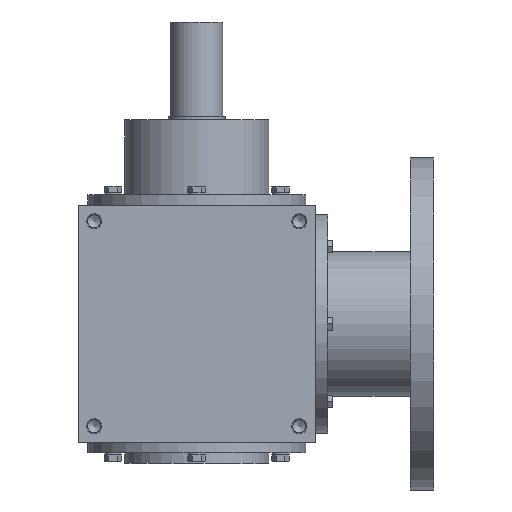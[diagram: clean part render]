
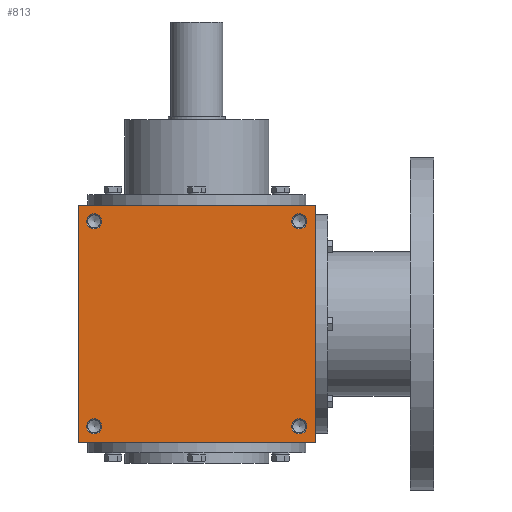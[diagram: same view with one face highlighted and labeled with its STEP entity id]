
A CAD part, front view. The second image highlights one B-rep face of the part: STEP entity #813.
In plain terms, the highlighted planar face has unit normal (0, -1, 0).
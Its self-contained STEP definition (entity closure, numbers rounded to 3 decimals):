
#813 = ADVANCED_FACE( '', ( #1630, #1631, #1632, #1633, #1634 ), #1635, .F. );
#1630 = FACE_BOUND( '', #2395, .T. );
#1631 = FACE_BOUND( '', #2396, .T. );
#1632 = FACE_BOUND( '', #2397, .T. );
#1633 = FACE_BOUND( '', #2398, .T. );
#1634 = FACE_OUTER_BOUND( '', #2399, .T. );
#1635 = PLANE( '', #2400 );
#2395 = EDGE_LOOP( '', ( #3793 ) );
#2396 = EDGE_LOOP( '', ( #3794 ) );
#2397 = EDGE_LOOP( '', ( #3795 ) );
#2398 = EDGE_LOOP( '', ( #3796 ) );
#2399 = EDGE_LOOP( '', ( #3797, #3798, #3799, #3800 ) );
#2400 = AXIS2_PLACEMENT_3D( '', #3801, #3802, #3803 );
#3793 = ORIENTED_EDGE( '', *, *, #4324, .T. );
#3794 = ORIENTED_EDGE( '', *, *, #4048, .T. );
#3795 = ORIENTED_EDGE( '', *, *, #4022, .F. );
#3796 = ORIENTED_EDGE( '', *, *, #4421, .F. );
#3797 = ORIENTED_EDGE( '', *, *, #4331, .T. );
#3798 = ORIENTED_EDGE( '', *, *, #4093, .F. );
#3799 = ORIENTED_EDGE( '', *, *, #4263, .F. );
#3800 = ORIENTED_EDGE( '', *, *, #4461, .T. );
#3801 = CARTESIAN_POINT( '', ( -125., -125., 125. ) );
#3802 = DIRECTION( '', ( 0., 1., 0. ) );
#3803 = DIRECTION( '', ( 0., 0., 1. ) );
#4022 = EDGE_CURVE( '', #4634, #4634, #4635, .T. );
#4048 = EDGE_CURVE( '', #4675, #4675, #4676, .T. );
#4093 = EDGE_CURVE( '', #4746, #4744, #4748, .T. );
#4263 = EDGE_CURVE( '', #5000, #4746, #5002, .T. );
#4324 = EDGE_CURVE( '', #5081, #5081, #5082, .T. );
#4331 = EDGE_CURVE( '', #5089, #4744, #5091, .T. );
#4421 = EDGE_CURVE( '', #5197, #5197, #5198, .T. );
#4461 = EDGE_CURVE( '', #5000, #5089, #5238, .T. );
#4634 = VERTEX_POINT( '', #5447 );
#4635 = CIRCLE( '', #5448, 8. );
#4675 = VERTEX_POINT( '', #5510 );
#4676 = CIRCLE( '', #5511, 8. );
#4744 = VERTEX_POINT( '', #5580 );
#4746 = VERTEX_POINT( '', #5583 );
#4748 = LINE( '', #5586, #5587 );
#5000 = VERTEX_POINT( '', #5937 );
#5002 = LINE( '', #5940, #5941 );
#5081 = VERTEX_POINT( '', #6081 );
#5082 = CIRCLE( '', #6082, 8. );
#5089 = VERTEX_POINT( '', #6089 );
#5091 = LINE( '', #6092, #6093 );
#5197 = VERTEX_POINT( '', #6256 );
#5198 = CIRCLE( '', #6257, 8. );
#5238 = LINE( '', #6306, #6307 );
#5447 = CARTESIAN_POINT( '', ( 108., -125., -116. ) );
#5448 = AXIS2_PLACEMENT_3D( '', #6482, #6483, #6484 );
#5510 = CARTESIAN_POINT( '', ( -108., -125., 116. ) );
#5511 = AXIS2_PLACEMENT_3D( '', #6520, #6521, #6522 );
#5580 = CARTESIAN_POINT( '', ( 125., -125., -125. ) );
#5583 = CARTESIAN_POINT( '', ( 125., -125., 125. ) );
#5586 = CARTESIAN_POINT( '', ( 125., -125., 125. ) );
#5587 = VECTOR( '', #6619, 1000. );
#5937 = CARTESIAN_POINT( '', ( -125., -125., 125. ) );
#5940 = CARTESIAN_POINT( '', ( -125., -125., 125. ) );
#5941 = VECTOR( '', #6909, 1000. );
#6081 = CARTESIAN_POINT( '', ( -108., -125., -100. ) );
#6082 = AXIS2_PLACEMENT_3D( '', #6971, #6972, #6973 );
#6089 = CARTESIAN_POINT( '', ( -125., -125., -125. ) );
#6092 = CARTESIAN_POINT( '', ( -125., -125., -125. ) );
#6093 = VECTOR( '', #6981, 1000. );
#6256 = CARTESIAN_POINT( '', ( 108., -125., 100. ) );
#6257 = AXIS2_PLACEMENT_3D( '', #7086, #7087, #7088 );
#6306 = CARTESIAN_POINT( '', ( -125., -125., 125. ) );
#6307 = VECTOR( '', #7111, 1000. );
#6482 = CARTESIAN_POINT( '', ( 108., -125., -108. ) );
#6483 = DIRECTION( '', ( 0., -1., 0. ) );
#6484 = DIRECTION( '', ( 0., 0., -1. ) );
#6520 = CARTESIAN_POINT( '', ( -108., -125., 108. ) );
#6521 = DIRECTION( '', ( 0., 1., 0. ) );
#6522 = DIRECTION( '', ( 0., 0., 1. ) );
#6619 = DIRECTION( '', ( 0., 0., -1. ) );
#6909 = DIRECTION( '', ( 1., 0., 0. ) );
#6971 = CARTESIAN_POINT( '', ( -108., -125., -108. ) );
#6972 = DIRECTION( '', ( 0., 1., 0. ) );
#6973 = DIRECTION( '', ( 0., 0., 1. ) );
#6981 = DIRECTION( '', ( 1., 0., 0. ) );
#7086 = CARTESIAN_POINT( '', ( 108., -125., 108. ) );
#7087 = DIRECTION( '', ( 0., -1., 0. ) );
#7088 = DIRECTION( '', ( 0., 0., -1. ) );
#7111 = DIRECTION( '', ( 0., 0., -1. ) );
